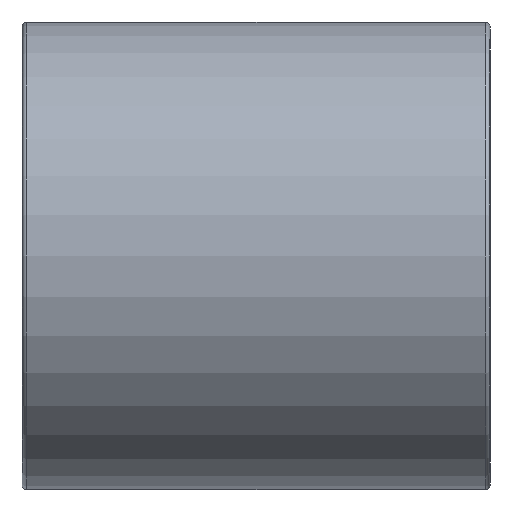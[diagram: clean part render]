
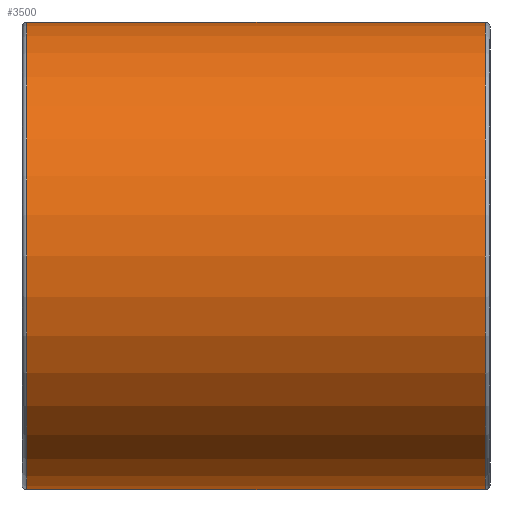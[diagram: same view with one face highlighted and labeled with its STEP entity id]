
A CAD part, left-side view. The second image highlights one B-rep face of the part: STEP entity #3500.
In plain terms, the highlighted cylindrical face has radius 5 mm (diameter 10 mm), a partial arc.
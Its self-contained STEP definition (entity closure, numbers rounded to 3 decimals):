
#180=FACE_OUTER_BOUND('',#370,.T.);
#370=EDGE_LOOP('',(#2629,#2630,#2631,#2632));
#479=LINE('',#5302,#751);
#486=LINE('',#5341,#758);
#751=VECTOR('',#4113,10.);
#758=VECTOR('',#4158,10.);
#1024=CIRCLE('',#3626,5.);
#1038=CIRCLE('',#3647,5.);
#1290=VERTEX_POINT('',#5272);
#1295=VERTEX_POINT('',#5286);
#1299=VERTEX_POINT('',#5301);
#1309=VERTEX_POINT('',#5323);
#1660=EDGE_CURVE('',#1295,#1290,#1024,.T.);
#1664=EDGE_CURVE('',#1299,#1290,#479,.T.);
#1683=EDGE_CURVE('',#1299,#1309,#1038,.T.);
#1684=EDGE_CURVE('',#1309,#1295,#486,.T.);
#2629=ORIENTED_EDGE('',*,*,#1660,.F.);
#2630=ORIENTED_EDGE('',*,*,#1684,.F.);
#2631=ORIENTED_EDGE('',*,*,#1683,.F.);
#2632=ORIENTED_EDGE('',*,*,#1664,.T.);
#3346=CYLINDRICAL_SURFACE('',#3858,5.);
#3500=ADVANCED_FACE('',(#180),#3346,.T.);
#3626=AXIS2_PLACEMENT_3D('',#5293,#4103,#4104);
#3647=AXIS2_PLACEMENT_3D('',#5339,#4154,#4155);
#3858=AXIS2_PLACEMENT_3D('',#5839,#4693,#4694);
#4103=DIRECTION('center_axis',(0.,1.,0.));
#4104=DIRECTION('ref_axis',(-1.,0.,0.));
#4113=DIRECTION('',(0.,1.,0.));
#4154=DIRECTION('center_axis',(0.,-1.,0.));
#4155=DIRECTION('ref_axis',(-1.,0.,0.));
#4158=DIRECTION('',(0.,1.,0.));
#4693=DIRECTION('center_axis',(0.,1.,0.));
#4694=DIRECTION('ref_axis',(0.,0.,-1.));
#5272=CARTESIAN_POINT('',(-30.,4.9,5.));
#5286=CARTESIAN_POINT('',(-30.,4.9,-5.));
#5293=CARTESIAN_POINT('Origin',(-30.,4.9,0.));
#5301=CARTESIAN_POINT('',(-30.,-4.9,5.));
#5302=CARTESIAN_POINT('',(-30.,0.,5.));
#5323=CARTESIAN_POINT('',(-30.,-4.9,-5.));
#5339=CARTESIAN_POINT('Origin',(-30.,-4.9,0.));
#5341=CARTESIAN_POINT('',(-30.,0.,-5.));
#5839=CARTESIAN_POINT('Origin',(-30.,0.,0.));
